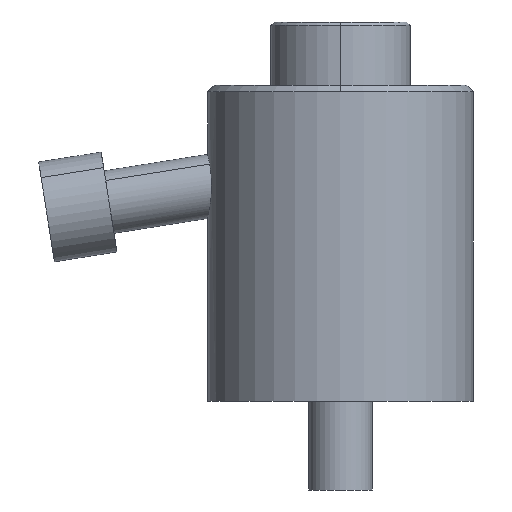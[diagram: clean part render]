
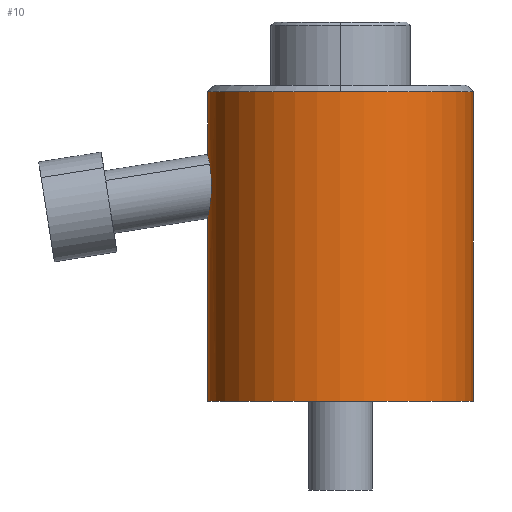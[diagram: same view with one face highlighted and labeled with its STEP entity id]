
A CAD part, front view. The second image highlights one B-rep face of the part: STEP entity #10.
In plain terms, the highlighted cylindrical face has radius 21 mm (diameter 42 mm), a partial arc.
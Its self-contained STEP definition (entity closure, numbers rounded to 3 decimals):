
#4 = CARTESIAN_POINT ( 'NONE',  ( 21., 0., 49. ) ) ;
#5 = CARTESIAN_POINT ( 'NONE',  ( -20.424, -4.886, 35.192 ) ) ;
#10 = ADVANCED_FACE ( 'NONE', ( #1750 ), #1303, .T. ) ;
#85 = CARTESIAN_POINT ( 'NONE',  ( -20.914, -1.915, 29.331 ) ) ;
#87 = CARTESIAN_POINT ( 'NONE',  ( 0., 0., 0. ) ) ;
#91 = ORIENTED_EDGE ( 'NONE', *, *, #345, .F. ) ;
#112 = CARTESIAN_POINT ( 'NONE',  ( -20.934, -1.685, 29.238 ) ) ;
#146 = CARTESIAN_POINT ( 'NONE',  ( -21., 0., 39.062 ) ) ;
#150 = CARTESIAN_POINT ( 'NONE',  ( -20.404, -4.969, 34.708 ) ) ;
#157 = CARTESIAN_POINT ( 'NONE',  ( -20.99, -0.674, 39.021 ) ) ;
#187 = CARTESIAN_POINT ( 'NONE',  ( -20.684, -3.627, 37.534 ) ) ;
#188 = EDGE_CURVE ( 'NONE', #666, #759, #1477, .T. ) ;
#194 = CARTESIAN_POINT ( 'NONE',  ( -20.398, -4.992, 33.724 ) ) ;
#243 = CARTESIAN_POINT ( 'NONE',  ( -20.844, -2.563, 29.671 ) ) ;
#269 = VERTEX_POINT ( 'NONE', #4 ) ;
#323 = CARTESIAN_POINT ( 'NONE',  ( -20.515, -4.49, 31.837 ) ) ;
#341 = LINE ( 'NONE', #1245, #361 ) ;
#344 = ORIENTED_EDGE ( 'NONE', *, *, #812, .T. ) ;
#345 = EDGE_CURVE ( 'NONE', #269, #1618, #341, .T. ) ;
#347 = B_SPLINE_CURVE_WITH_KNOTS ( 'NONE', 3,
 ( #1318, #1205, #1339, #1622, #1783, #586, #439, #460, #157, #762, #1469, #146 ),
 .UNSPECIFIED., .F., .F.,
 ( 4, 2, 2, 2, 2, 4 ),
 ( 0.012, 0.013, 0.014, 0.015, 0.015, 0.016 ),
 .UNSPECIFIED. ) ;
#354 = EDGE_CURVE ( 'NONE', #648, #900, #1236, .T. ) ;
#361 = VECTOR ( 'NONE', #1373, 1000. ) ;
#372 = DIRECTION ( 'NONE',  ( 0., 0., -1. ) ) ;
#376 = CARTESIAN_POINT ( 'NONE',  ( -21., 0., 0. ) ) ;
#412 = CARTESIAN_POINT ( 'NONE',  ( -20.538, -4.38, 31.62 ) ) ;
#439 = CARTESIAN_POINT ( 'NONE',  ( -20.96, -1.341, 38.895 ) ) ;
#447 = CARTESIAN_POINT ( 'NONE',  ( -20.419, -4.905, 32.995 ) ) ;
#460 = CARTESIAN_POINT ( 'NONE',  ( -20.984, -0.844, 38.995 ) ) ;
#479 = CARTESIAN_POINT ( 'NONE',  ( -20.567, -4.25, 36.781 ) ) ;
#537 = EDGE_CURVE ( 'NONE', #269, #666, #1417, .T. ) ;
#556 = ORIENTED_EDGE ( 'NONE', *, *, #1030, .T. ) ;
#561 = CARTESIAN_POINT ( 'NONE',  ( -20.675, -3.681, 30.617 ) ) ;
#586 = CARTESIAN_POINT ( 'NONE',  ( -20.936, -1.662, 38.797 ) ) ;
#605 = CARTESIAN_POINT ( 'NONE',  ( -20.624, -3.969, 37.179 ) ) ;
#643 = CARTESIAN_POINT ( 'NONE',  ( -21., 0., 50. ) ) ;
#647 = EDGE_CURVE ( 'NONE', #862, #1158, #347, .T. ) ;
#648 = VERTEX_POINT ( 'NONE', #731 ) ;
#666 = VERTEX_POINT ( 'NONE', #1049 ) ;
#691 = B_SPLINE_CURVE_WITH_KNOTS ( 'NONE', 3,
 ( #1444, #999, #1416, #112, #85, #713, #243, #1299, #1901, #836, #561, #1146, #1753, #412, #323, #1060, #447, #194, #1069, #1788, #150, #5, #1648, #917, #907, #479, #605, #187 ),
 .UNSPECIFIED., .F., .F.,
 ( 4, 2, 2, 2, 2, 2, 2, 2, 2, 2, 2, 2, 2, 4 ),
 ( 0., 0.001, 0.002, 0.003, 0.004, 0.004, 0.005, 0.006, 0.007, 0.008, 0.009, 0.01, 0.01, 0.012 ),
 .UNSPECIFIED. ) ;
#697 = ORIENTED_EDGE ( 'NONE', *, *, #354, .T. ) ;
#713 = CARTESIAN_POINT ( 'NONE',  ( -20.869, -2.353, 29.547 ) ) ;
#716 = DIRECTION ( 'NONE',  ( 0., 1., 0. ) ) ;
#731 = CARTESIAN_POINT ( 'NONE',  ( -21., 0., 28.938 ) ) ;
#759 = VERTEX_POINT ( 'NONE', #1560 ) ;
#762 = CARTESIAN_POINT ( 'NONE',  ( -20.998, -0.337, 39.054 ) ) ;
#765 = CARTESIAN_POINT ( 'NONE',  ( 0., 0., 49. ) ) ;
#812 = EDGE_CURVE ( 'NONE', #759, #1158, #960, .T. ) ;
#836 = CARTESIAN_POINT ( 'NONE',  ( -20.705, -3.515, 30.438 ) ) ;
#862 = VERTEX_POINT ( 'NONE', #1076 ) ;
#864 = ORIENTED_EDGE ( 'NONE', *, *, #1590, .F. ) ;
#867 = CARTESIAN_POINT ( 'NONE',  ( 0., 0., 49. ) ) ;
#886 = AXIS2_PLACEMENT_3D ( 'NONE', #765, #1811, #927 ) ;
#890 = AXIS2_PLACEMENT_3D ( 'NONE', #867, #1451, #716 ) ;
#900 = VERTEX_POINT ( 'NONE', #376 ) ;
#907 = CARTESIAN_POINT ( 'NONE',  ( -20.494, -4.581, 36.123 ) ) ;
#917 = CARTESIAN_POINT ( 'NONE',  ( -20.473, -4.676, 35.894 ) ) ;
#927 = DIRECTION ( 'NONE',  ( 0., 1., 0. ) ) ;
#934 = ORIENTED_EDGE ( 'NONE', *, *, #647, .F. ) ;
#947 = AXIS2_PLACEMENT_3D ( 'NONE', #1604, #1431, #1441 ) ;
#953 = AXIS2_PLACEMENT_3D ( 'NONE', #87, #990, #1718 ) ;
#960 = LINE ( 'NONE', #643, #1484 ) ;
#990 = DIRECTION ( 'NONE',  ( 0., 0., 1. ) ) ;
#999 = CARTESIAN_POINT ( 'NONE',  ( -21., -0.497, 28.938 ) ) ;
#1030 = EDGE_CURVE ( 'NONE', #900, #1618, #1801, .T. ) ;
#1049 = CARTESIAN_POINT ( 'NONE',  ( 0., -21., 49. ) ) ;
#1060 = CARTESIAN_POINT ( 'NONE',  ( -20.451, -4.775, 32.511 ) ) ;
#1069 = CARTESIAN_POINT ( 'NONE',  ( -20.395, -5.004, 33.968 ) ) ;
#1076 = CARTESIAN_POINT ( 'NONE',  ( -20.684, -3.627, 37.534 ) ) ;
#1146 = CARTESIAN_POINT ( 'NONE',  ( -20.619, -3.987, 30.996 ) ) ;
#1158 = VERTEX_POINT ( 'NONE', #1630 ) ;
#1205 = CARTESIAN_POINT ( 'NONE',  ( -20.726, -3.393, 37.778 ) ) ;
#1220 = DIRECTION ( 'NONE',  ( 0., 0., -1. ) ) ;
#1235 = EDGE_LOOP ( 'NONE', ( #1385, #1751, #344, #934, #864, #697, #556, #91 ) ) ;
#1236 = LINE ( 'NONE', #1714, #1579 ) ;
#1245 = CARTESIAN_POINT ( 'NONE',  ( 21., 0., 50. ) ) ;
#1299 = CARTESIAN_POINT ( 'NONE',  ( -20.791, -2.966, 29.95 ) ) ;
#1303 = CYLINDRICAL_SURFACE ( 'NONE', #947, 21. ) ;
#1318 = CARTESIAN_POINT ( 'NONE',  ( -20.684, -3.627, 37.534 ) ) ;
#1339 = CARTESIAN_POINT ( 'NONE',  ( -20.766, -3.137, 37.994 ) ) ;
#1373 = DIRECTION ( 'NONE',  ( 0., 0., -1. ) ) ;
#1385 = ORIENTED_EDGE ( 'NONE', *, *, #537, .T. ) ;
#1416 = CARTESIAN_POINT ( 'NONE',  ( -20.982, -0.98, 29.014 ) ) ;
#1417 = CIRCLE ( 'NONE', #890, 21. ) ;
#1431 = DIRECTION ( 'NONE',  ( 0., 0., -1. ) ) ;
#1441 = DIRECTION ( 'NONE',  ( 1., 0., 0. ) ) ;
#1444 = CARTESIAN_POINT ( 'NONE',  ( -21., 0., 28.938 ) ) ;
#1451 = DIRECTION ( 'NONE',  ( 0., 0., -1. ) ) ;
#1469 = CARTESIAN_POINT ( 'NONE',  ( -21., -0.168, 39.062 ) ) ;
#1477 = CIRCLE ( 'NONE', #886, 21. ) ;
#1484 = VECTOR ( 'NONE', #1220, 1000. ) ;
#1560 = CARTESIAN_POINT ( 'NONE',  ( -21., 0., 49. ) ) ;
#1579 = VECTOR ( 'NONE', #372, 1000. ) ;
#1590 = EDGE_CURVE ( 'NONE', #648, #862, #691, .T. ) ;
#1604 = CARTESIAN_POINT ( 'NONE',  ( 0., 0., 50. ) ) ;
#1618 = VERTEX_POINT ( 'NONE', #1668 ) ;
#1622 = CARTESIAN_POINT ( 'NONE',  ( -20.842, -2.584, 38.372 ) ) ;
#1630 = CARTESIAN_POINT ( 'NONE',  ( -21., 0., 39.062 ) ) ;
#1648 = CARTESIAN_POINT ( 'NONE',  ( -20.438, -4.828, 35.429 ) ) ;
#1668 = CARTESIAN_POINT ( 'NONE',  ( 21., 0., 0. ) ) ;
#1714 = CARTESIAN_POINT ( 'NONE',  ( -21., 0., 50. ) ) ;
#1718 = DIRECTION ( 'NONE',  ( -1., 0., 0. ) ) ;
#1750 = FACE_OUTER_BOUND ( 'NONE', #1235, .T. ) ;
#1751 = ORIENTED_EDGE ( 'NONE', *, *, #188, .T. ) ;
#1753 = CARTESIAN_POINT ( 'NONE',  ( -20.59, -4.129, 31.2 ) ) ;
#1783 = CARTESIAN_POINT ( 'NONE',  ( -20.878, -2.283, 38.536 ) ) ;
#1788 = CARTESIAN_POINT ( 'NONE',  ( -20.398, -4.993, 34.46 ) ) ;
#1801 = CIRCLE ( 'NONE', #953, 21. ) ;
#1811 = DIRECTION ( 'NONE',  ( 0., 0., -1. ) ) ;
#1901 = CARTESIAN_POINT ( 'NONE',  ( -20.762, -3.158, 30.106 ) ) ;
